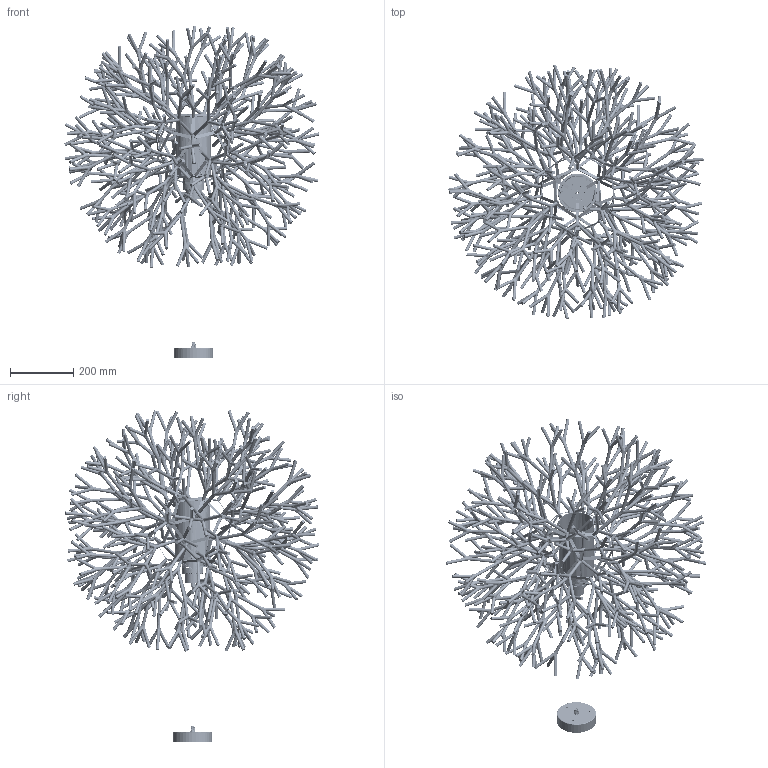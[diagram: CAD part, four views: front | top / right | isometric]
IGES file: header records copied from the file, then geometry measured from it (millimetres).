
Start section: SolidWorks IGES file using analytic representation for surfaces
Global section: file name: Coral sosp. 800.IGS; native system: SolidWorks 2008; preprocessor: SolidWorks 2008; author: andrea; date: 100423.144649; units: millimetre
Bounding box: 806.26 x 804.96 x 1048.9 mm (x, y, z)
Surface area: 2639203 mm2 (no closed solid volume)
Topology: 0 solids, 0 shells, 18474 faces, 193539 edges, 193523 vertices
Faces by surface type: bspline 14012, revolution 4462
